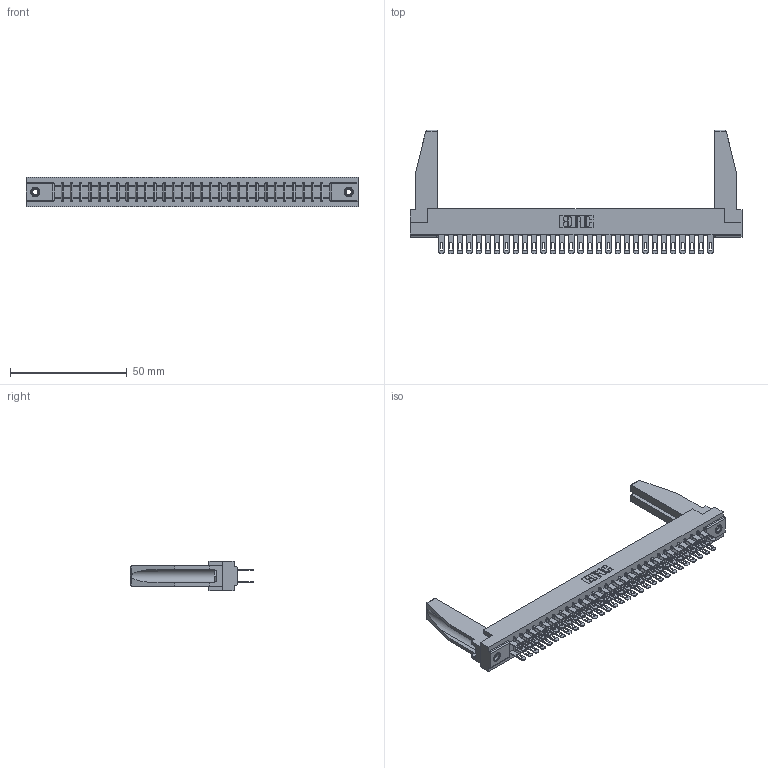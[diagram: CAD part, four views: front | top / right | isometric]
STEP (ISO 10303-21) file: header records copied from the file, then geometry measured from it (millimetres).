
FILE_DESCRIPTION (( 'STEP AP203' ), '1' );
FILE_NAME ('357-060-400-278.STEP', '2020-10-04T12:57:42', ( '' ), ( '' ), 'SwSTEP 2.0', 'SolidWorks 2020', '' );
FILE_SCHEMA (( 'CONFIG_CONTROL_DESIGN' ));
Length unit declared in the file: inch
Products named in the file (5): 357-060-400-278; 307-220-078; 307-290-001_500; 307 Part_.156 Dia Mounting Holes; 345-250-001_345-250-001-102
Assembly tree (65 placements, depth 2):
  357-060-400-278
    307 Part_.156 Dia Mounting Holes
    307-290-001_500  x60
    307-220-078  x2
    345-250-001_345-250-001-102  x2
Bounding box: 141.88 x 52.88 x 12.7 mm (x, y, z)
Volume: 19167.9 mm3; surface area: 23106.2 mm2
Topology: 65 solids, 65 shells, 3039 faces, 8453 edges, 5462 vertices
Faces by surface type: plane 1954, cylinder 1007, sphere 62, cone 12, torus 4
Entity records: 30571 total; most frequent: CARTESIAN_POINT 5012, ORIENTED_EDGE 4924, DIRECTION 4870, EDGE_CURVE 2462, VECTOR 1886, LINE 1886, VERTEX_POINT 1592, AXIS2_PLACEMENT_3D 1492
